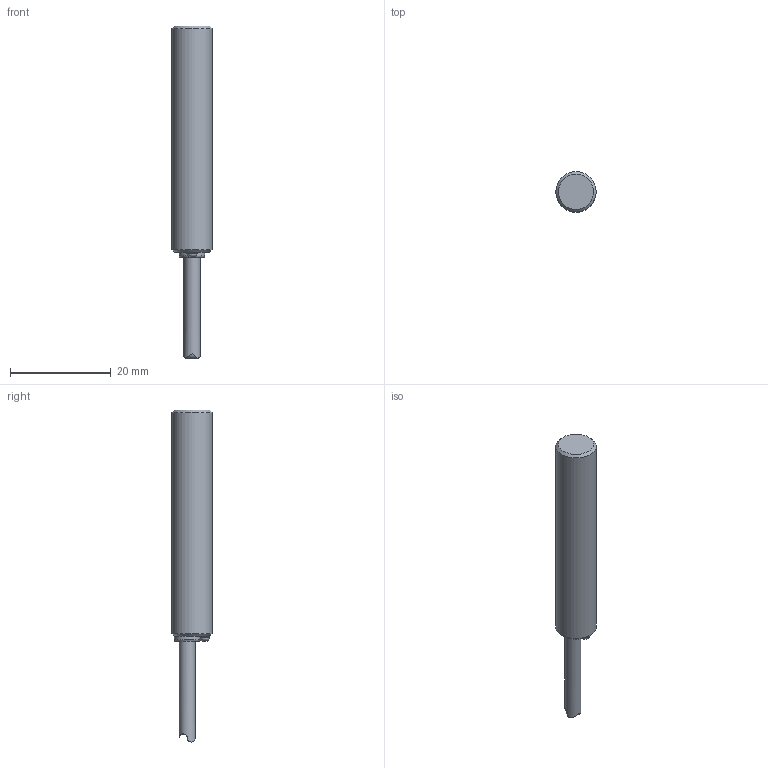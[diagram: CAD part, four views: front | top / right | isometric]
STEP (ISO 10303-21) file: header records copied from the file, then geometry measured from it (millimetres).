
FILE_DESCRIPTION(/* description */ (''),/* implementation_level */ '2;1');
FILE_NAME(/* name */ 'IC08A914.stp',/* time_stamp */ '2016-10-04T14:07:55+02:00',/* author */ ('mitarbeiter'),/* organization */ (''),/* preprocessor_version */ 'ST-DEVELOPER v15.2',/* originating_system */ 'Autodesk Inventor 2014',/* authorisation */ '');
FILE_SCHEMA (('AUTOMOTIVE_DESIGN { 1 0 10303 214 3 1 1 }'));
Length unit declared in the file: millimetre
Products named in the file (2): IC080106; IC08A914
Bounding box: 8 x 8 x 66 mm (x, y, z)
Volume: 2432.9 mm3; surface area: 1429.9 mm2
Topology: 1 solids, 1 shells, 15 faces, 35 edges, 23 vertices
Faces by surface type: cylinder 6, plane 5, cone 2, torus 1, bspline 1
Full cylindrical faces by diameter (mm): 3.2 x1, 5.1 x1, 8 x1
Entity records: 536 total; most frequent: CARTESIAN_POINT 187, DIRECTION 69, ORIENTED_EDGE 54, AXIS2_PLACEMENT_3D 33, EDGE_CURVE 27, EDGE_LOOP 22, VERTEX_POINT 21, CIRCLE 16
